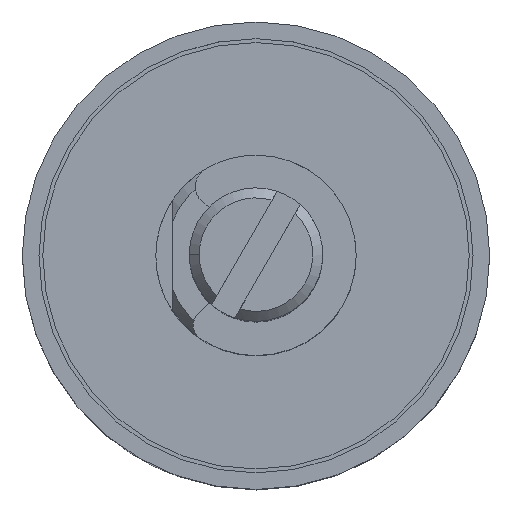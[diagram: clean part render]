
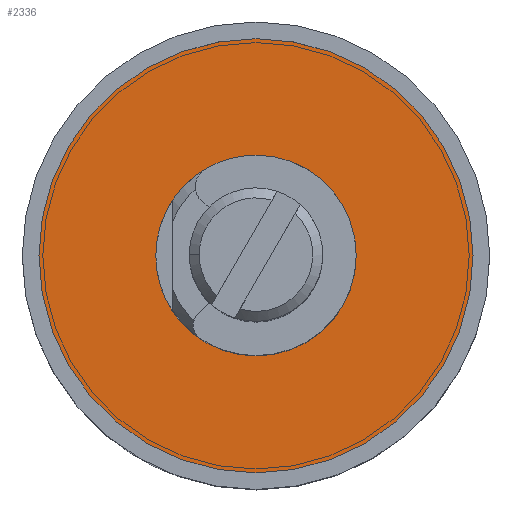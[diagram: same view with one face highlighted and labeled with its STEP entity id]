
A CAD part, top view. The second image highlights one B-rep face of the part: STEP entity #2336.
In plain terms, the highlighted planar face has unit normal (0, 0, 1).
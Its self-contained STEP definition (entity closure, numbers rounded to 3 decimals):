
#310 = AXIS2_PLACEMENT_3D ( 'NONE', #8748, #7833, #3060 ) ;
#538 = CARTESIAN_POINT ( 'NONE',  ( 0., 0., 0.5 ) ) ;
#761 = VERTEX_POINT ( 'NONE', #9485 ) ;
#1245 = PLANE ( 'NONE',  #310 ) ;
#1328 = CIRCLE ( 'NONE', #11813, 3. ) ;
#1409 = CIRCLE ( 'NONE', #3374, 3. ) ;
#1503 = EDGE_CURVE ( 'NONE', #5863, #5571, #4457, .T. ) ;
#1710 = CARTESIAN_POINT ( 'NONE',  ( 0., 0., 0.5 ) ) ;
#1771 = DIRECTION ( 'NONE',  ( 0., 0., 1. ) ) ;
#2336 = ADVANCED_FACE ( 'NONE', ( #11812, #9923 ), #1245, .T. ) ;
#2414 = CARTESIAN_POINT ( 'NONE',  ( 6.5, 0., 0.5 ) ) ;
#2608 = EDGE_CURVE ( 'NONE', #5571, #5863, #5939, .T. ) ;
#2864 = AXIS2_PLACEMENT_3D ( 'NONE', #1710, #1771, #12045 ) ;
#3060 = DIRECTION ( 'NONE',  ( 1., 0., 0. ) ) ;
#3374 = AXIS2_PLACEMENT_3D ( 'NONE', #5704, #4812, #6841 ) ;
#3436 = DIRECTION ( 'NONE',  ( 0., 0., 1. ) ) ;
#3513 = DIRECTION ( 'NONE',  ( -1., 0., 0. ) ) ;
#3589 = DIRECTION ( 'NONE',  ( 0., 0., -1. ) ) ;
#4137 = CARTESIAN_POINT ( 'NONE',  ( -3., 0., 0.5 ) ) ;
#4457 = CIRCLE ( 'NONE', #9200, 6.5 ) ;
#4522 = CARTESIAN_POINT ( 'NONE',  ( 0., 0., 0.5 ) ) ;
#4665 = EDGE_LOOP ( 'NONE', ( #8844, #10419 ) ) ;
#4812 = DIRECTION ( 'NONE',  ( 0., 0., -1. ) ) ;
#5284 = DIRECTION ( 'NONE',  ( 1., 0., 0. ) ) ;
#5469 = VERTEX_POINT ( 'NONE', #4137 ) ;
#5571 = VERTEX_POINT ( 'NONE', #2414 ) ;
#5704 = CARTESIAN_POINT ( 'NONE',  ( 0., 0., 0.5 ) ) ;
#5789 = ORIENTED_EDGE ( 'NONE', *, *, #11470, .T. ) ;
#5863 = VERTEX_POINT ( 'NONE', #7098 ) ;
#5939 = CIRCLE ( 'NONE', #2864, 6.5 ) ;
#6841 = DIRECTION ( 'NONE',  ( -1., 0., 0. ) ) ;
#7059 = ORIENTED_EDGE ( 'NONE', *, *, #8482, .T. ) ;
#7098 = CARTESIAN_POINT ( 'NONE',  ( -6.5, 0., 0.5 ) ) ;
#7833 = DIRECTION ( 'NONE',  ( 0., 0., 1. ) ) ;
#8482 = EDGE_CURVE ( 'NONE', #5469, #761, #1409, .T. ) ;
#8748 = CARTESIAN_POINT ( 'NONE',  ( 3., 0., 0.5 ) ) ;
#8844 = ORIENTED_EDGE ( 'NONE', *, *, #2608, .T. ) ;
#9200 = AXIS2_PLACEMENT_3D ( 'NONE', #538, #3436, #5284 ) ;
#9485 = CARTESIAN_POINT ( 'NONE',  ( 3., 0., 0.5 ) ) ;
#9923 = FACE_OUTER_BOUND ( 'NONE', #4665, .T. ) ;
#10419 = ORIENTED_EDGE ( 'NONE', *, *, #1503, .T. ) ;
#11376 = EDGE_LOOP ( 'NONE', ( #7059, #5789 ) ) ;
#11470 = EDGE_CURVE ( 'NONE', #761, #5469, #1328, .T. ) ;
#11812 = FACE_BOUND ( 'NONE', #11376, .T. ) ;
#11813 = AXIS2_PLACEMENT_3D ( 'NONE', #4522, #3589, #3513 ) ;
#12045 = DIRECTION ( 'NONE',  ( 1., 0., 0. ) ) ;
